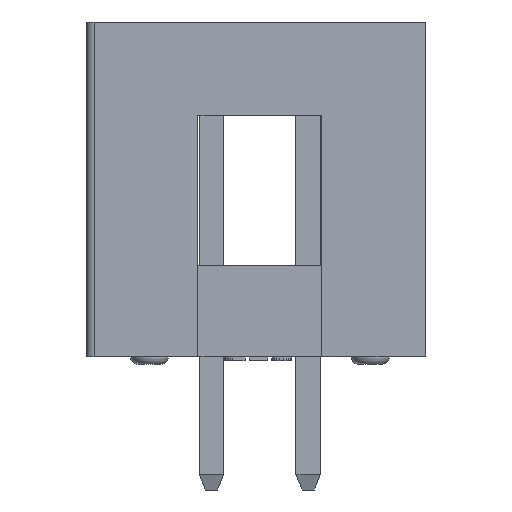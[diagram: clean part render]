
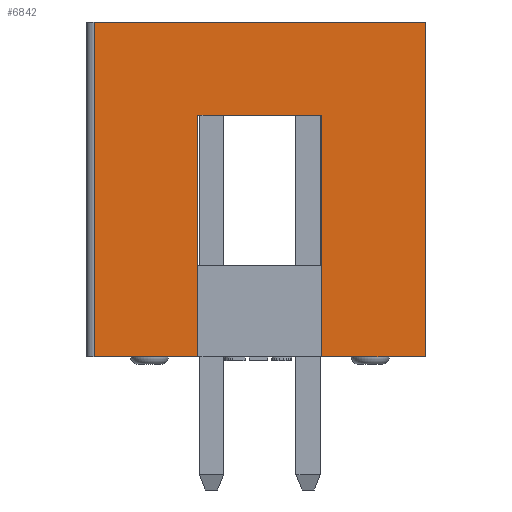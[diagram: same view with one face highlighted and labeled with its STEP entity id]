
A CAD part, left-side view. The second image highlights one B-rep face of the part: STEP entity #6842.
In plain terms, the highlighted planar face has unit normal (-1, 0, 0).
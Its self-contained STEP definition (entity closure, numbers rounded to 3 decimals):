
#377=FACE_OUTER_BOUND('',#768,.T.);
#768=EDGE_LOOP('',(#5317,#5318,#5319,#5320,#5321,#5322,#5323,#5324));
#1189=LINE('',#9721,#2055);
#1193=LINE('',#9729,#2059);
#1553=LINE('',#10454,#2419);
#1557=LINE('',#10462,#2423);
#1558=LINE('',#10464,#2424);
#1559=LINE('',#10465,#2425);
#1560=LINE('',#10467,#2426);
#1561=LINE('',#10468,#2427);
#2055=VECTOR('',#8037,1.);
#2059=VECTOR('',#8041,1.);
#2419=VECTOR('',#8645,1.);
#2423=VECTOR('',#8651,1.);
#2424=VECTOR('',#8652,1.);
#2425=VECTOR('',#8653,1.);
#2426=VECTOR('',#8654,1.);
#2427=VECTOR('',#8655,1.);
#2803=VERTEX_POINT('',#9718);
#2804=VERTEX_POINT('',#9720);
#2807=VERTEX_POINT('',#9726);
#2808=VERTEX_POINT('',#9728);
#3051=VERTEX_POINT('',#10452);
#3054=VERTEX_POINT('',#10461);
#3055=VERTEX_POINT('',#10463);
#3056=VERTEX_POINT('',#10466);
#3492=EDGE_CURVE('',#2804,#2803,#1189,.T.);
#3496=EDGE_CURVE('',#2808,#2807,#1193,.T.);
#3859=EDGE_CURVE('',#2803,#3051,#1553,.T.);
#3863=EDGE_CURVE('',#2804,#3054,#1557,.T.);
#3864=EDGE_CURVE('',#3055,#3051,#1558,.T.);
#3865=EDGE_CURVE('',#2808,#3055,#1559,.T.);
#3866=EDGE_CURVE('',#2807,#3056,#1560,.T.);
#3867=EDGE_CURVE('',#3056,#3054,#1561,.T.);
#5317=ORIENTED_EDGE('',*,*,#3863,.F.);
#5318=ORIENTED_EDGE('',*,*,#3492,.T.);
#5319=ORIENTED_EDGE('',*,*,#3859,.T.);
#5320=ORIENTED_EDGE('',*,*,#3864,.F.);
#5321=ORIENTED_EDGE('',*,*,#3865,.F.);
#5322=ORIENTED_EDGE('',*,*,#3496,.T.);
#5323=ORIENTED_EDGE('',*,*,#3866,.T.);
#5324=ORIENTED_EDGE('',*,*,#3867,.T.);
#6095=PLANE('',#7259);
#6842=ADVANCED_FACE('',(#377),#6095,.T.);
#7259=AXIS2_PLACEMENT_3D('',#10460,#8649,#8650);
#8037=DIRECTION('',(0.,-1.,0.));
#8041=DIRECTION('',(0.,-1.,0.));
#8645=DIRECTION('',(0.,0.,1.));
#8649=DIRECTION('center_axis',(-1.,0.,0.));
#8650=DIRECTION('ref_axis',(0.,-1.,0.));
#8651=DIRECTION('',(0.,0.,1.));
#8652=DIRECTION('',(0.,-1.,0.));
#8653=DIRECTION('',(0.,0.,1.));
#8654=DIRECTION('',(0.,0.,1.));
#8655=DIRECTION('',(0.,-1.,0.));
#9718=CARTESIAN_POINT('',(-10.15,-4.3,0.4));
#9720=CARTESIAN_POINT('',(-10.15,-1.575,0.4));
#9721=CARTESIAN_POINT('',(-10.15,-1.575,0.4));
#9726=CARTESIAN_POINT('',(-10.15,1.675,0.4));
#9728=CARTESIAN_POINT('',(-10.15,4.4,0.4));
#9729=CARTESIAN_POINT('',(-10.15,4.4,0.4));
#10452=CARTESIAN_POINT('',(-10.15,-4.3,9.2));
#10454=CARTESIAN_POINT('',(-10.15,-4.3,0.4));
#10460=CARTESIAN_POINT('Origin',(-10.15,4.4,0.4));
#10461=CARTESIAN_POINT('',(-10.15,-1.575,6.75));
#10462=CARTESIAN_POINT('',(-10.15,-1.575,0.4));
#10463=CARTESIAN_POINT('',(-10.15,4.4,9.2));
#10464=CARTESIAN_POINT('',(-10.15,4.4,9.2));
#10465=CARTESIAN_POINT('',(-10.15,4.4,0.4));
#10466=CARTESIAN_POINT('',(-10.15,1.675,6.75));
#10467=CARTESIAN_POINT('',(-10.15,1.675,0.4));
#10468=CARTESIAN_POINT('',(-10.15,1.675,6.75));
